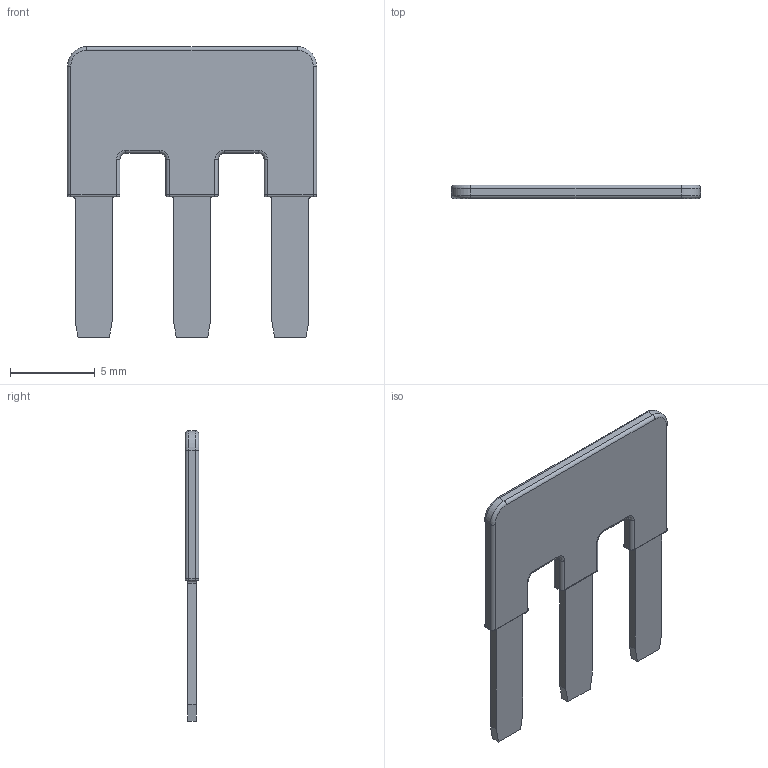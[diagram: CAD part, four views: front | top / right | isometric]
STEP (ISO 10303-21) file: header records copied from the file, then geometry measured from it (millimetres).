
FILE_DESCRIPTION(('Creo Elements/Direct Modeling STEP Export'),'2;1');
FILE_NAME('0ln7uvk520oe8nn3504','2020-04-01T16:57:05',(''),(''),'Creo Elements/Direct Modeling STEP processor for AP214 (Solid Model)','Creo Elements/Direct Modeling 20.1B 02-Apr-2019 (C) Parametric Technology GmbH','');
FILE_SCHEMA(('AUTOMOTIVE_DESIGN { 1 0 10303 214 1 1 1 1 }'));
Length unit declared in the file: millimetre
Products named in the file (2): PONTE_03G
Assembly tree (1 placements, depth 2):
  PONTE_03G
    PONTE_03G
Bounding box: 14.7 x 0.8 x 17.15 mm (x, y, z)
Volume: 119 mm3; surface area: 400.1 mm2
Topology: 1 solids, 1 shells, 107 faces, 290 edges, 194 vertices
Faces by surface type: cylinder 42, plane 41, torus 24
Entity records: 4062 total; most frequent: DIRECTION 615, CARTESIAN_POINT 583, ORIENTED_EDGE 580, EDGE_CURVE 290, AXIS2_PLACEMENT_3D 226, VERTEX_POINT 194, VECTOR 163, LINE 163
